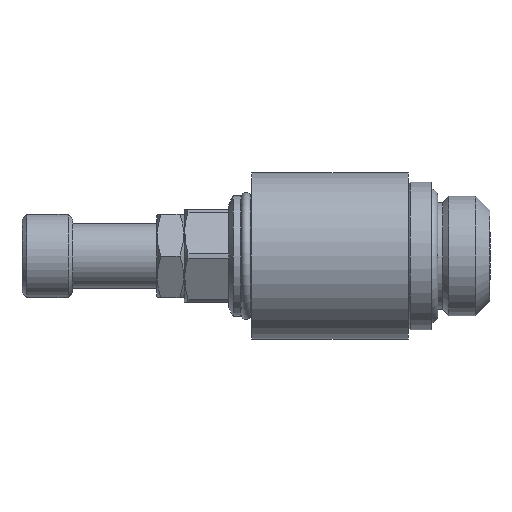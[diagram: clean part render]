
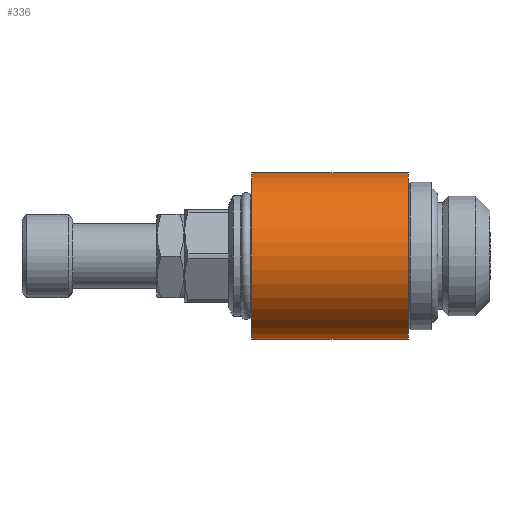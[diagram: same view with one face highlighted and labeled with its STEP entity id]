
A CAD part, left-side view. The second image highlights one B-rep face of the part: STEP entity #336.
In plain terms, the highlighted cylindrical face has radius 9 mm (diameter 18 mm), a full revolution.
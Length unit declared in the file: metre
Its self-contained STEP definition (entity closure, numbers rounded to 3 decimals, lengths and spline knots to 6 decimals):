
#336 = ADVANCED_FACE( 'NONE', ( #698, #699, #700 ), #701, .T. );
#698 = FACE_OUTER_BOUND( '', #1296, .T. );
#699 = FACE_OUTER_BOUND( '', #1297, .T. );
#700 = FACE_BOUND( '', #1298, .T. );
#701 = CYLINDRICAL_SURFACE( '', #1299, 0.009 );
#1296 = EDGE_LOOP( '', ( #1992 ) );
#1297 = EDGE_LOOP( '', ( #1993 ) );
#1298 = EDGE_LOOP( '', ( #1994, #1995 ) );
#1299 = AXIS2_PLACEMENT_3D( '', #1996, #1997, #1998 );
#1992 = ORIENTED_EDGE( '', *, *, #2282, .F. );
#1993 = ORIENTED_EDGE( '', *, *, #2140, .F. );
#1994 = ORIENTED_EDGE( '', *, *, #2191, .T. );
#1995 = ORIENTED_EDGE( '', *, *, #2086, .T. );
#1996 = CARTESIAN_POINT( '', ( 0., 0.032286, 0. ) );
#1997 = DIRECTION( '', ( 0., 1., 0. ) );
#1998 = DIRECTION( '', ( 0., 0., 1. ) );
#2086 = EDGE_CURVE( 'NONE', #2365, #2366, #2367, .T. );
#2140 = EDGE_CURVE( 'NONE', #2459, #2459, #2460, .T. );
#2191 = EDGE_CURVE( 'NONE', #2366, #2365, #2540, .T. );
#2282 = EDGE_CURVE( 'NONE', #2670, #2670, #2671, .T. );
#2365 = VERTEX_POINT( 'NONE', #2770 );
#2366 = VERTEX_POINT( 'NONE', #2771 );
#2367 = B_SPLINE_CURVE_WITH_KNOTS( '', 3, ( #2772, #2773, #2774, #2775, #2776, #2777, #2778, #2779, #2780, #2781, #2782, #2783, #2784, #2785, #2786, #2787, #2788, #2789, #2790, #2791, #2792, #2793, #2794 ), .UNSPECIFIED., .F., .F., ( 4, 1, 1, 1, 1, 1, 1, 1, 1, 1, 1, 1, 1, 1, 1, 1, 1, 1, 1, 1, 4 ), ( 0., 0.01563, 0.03126, 0.062508, 0.124939, 0.18737, 0.24989, 0.312412, 0.374933, 0.437453, 0.499974, 0.562494, 0.625015, 0.687535, 0.750056, 0.812578, 0.875028, 0.937483, 0.96874, 0.984368, 1. ), .UNSPECIFIED. );
#2459 = VERTEX_POINT( '', #2955 );
#2460 = CIRCLE( '', #2956, 0.009 );
#2540 = B_SPLINE_CURVE_WITH_KNOTS( '', 3, ( #3128, #3129, #3130, #3131, #3132, #3133, #3134, #3135, #3136, #3137, #3138, #3139, #3140, #3141, #3142, #3143, #3144, #3145, #3146, #3147, #3148, #3149, #3150 ), .UNSPECIFIED., .F., .F., ( 4, 1, 1, 1, 1, 1, 1, 1, 1, 1, 1, 1, 1, 1, 1, 1, 1, 1, 1, 1, 4 ), ( 0., 0.01563, 0.03126, 0.062508, 0.124939, 0.18737, 0.249891, 0.312412, 0.374933, 0.437454, 0.499974, 0.562495, 0.625015, 0.687535, 0.750056, 0.812577, 0.875028, 0.937483, 0.96874, 0.984368, 1. ), .UNSPECIFIED. );
#2670 = VERTEX_POINT( '', #3427 );
#2671 = CIRCLE( '', #3428, 0.009 );
#2770 = CARTESIAN_POINT( '', ( 0.007856, 0.020573, -0.004392 ) );
#2771 = CARTESIAN_POINT( '', ( 0.007853, 0.016838, 0.004396 ) );
#2772 = CARTESIAN_POINT( '', ( 0.007856, 0.020573, -0.004392 ) );
#2773 = CARTESIAN_POINT( '', ( 0.00784, 0.020498, -0.004419 ) );
#2774 = CARTESIAN_POINT( '', ( 0.007809, 0.020349, -0.004474 ) );
#2775 = CARTESIAN_POINT( '', ( 0.007755, 0.020042, -0.004567 ) );
#2776 = CARTESIAN_POINT( '', ( 0.007679, 0.019494, -0.004695 ) );
#2777 = CARTESIAN_POINT( '', ( 0.007634, 0.018681, -0.004767 ) );
#2778 = CARTESIAN_POINT( '', ( 0.007693, 0.017707, -0.004673 ) );
#2779 = CARTESIAN_POINT( '', ( 0.007852, 0.016778, -0.004405 ) );
#2780 = CARTESIAN_POINT( '', ( 0.00808, 0.015927, -0.003977 ) );
#2781 = CARTESIAN_POINT( '', ( 0.008341, 0.015178, -0.003403 ) );
#2782 = CARTESIAN_POINT( '', ( 0.008599, 0.014551, -0.002697 ) );
#2783 = CARTESIAN_POINT( '', ( 0.008819, 0.01407, -0.001871 ) );
#2784 = CARTESIAN_POINT( '', ( 0.008967, 0.013766, -0.000949 ) );
#2785 = CARTESIAN_POINT( '', ( 0.009018, 0.013664, 0.000028 ) );
#2786 = CARTESIAN_POINT( '', ( 0.008961, 0.013777, 0.001003 ) );
#2787 = CARTESIAN_POINT( '', ( 0.008808, 0.014093, 0.00192 ) );
#2788 = CARTESIAN_POINT( '', ( 0.008585, 0.014582, 0.00274 ) );
#2789 = CARTESIAN_POINT( '', ( 0.008327, 0.015216, 0.003439 ) );
#2790 = CARTESIAN_POINT( '', ( 0.00811, 0.015846, 0.003909 ) );
#2791 = CARTESIAN_POINT( '', ( 0.007973, 0.016329, 0.004176 ) );
#2792 = CARTESIAN_POINT( '', ( 0.007902, 0.016617, 0.004308 ) );
#2793 = CARTESIAN_POINT( '', ( 0.00787, 0.016765, 0.004367 ) );
#2794 = CARTESIAN_POINT( '', ( 0.007853, 0.016838, 0.004396 ) );
#2955 = CARTESIAN_POINT( '', ( 0., 0.0262, 0.009 ) );
#2956 = AXIS2_PLACEMENT_3D( '', #3719, #3720, #3721 );
#3128 = CARTESIAN_POINT( '', ( 0.007853, 0.016838, 0.004396 ) );
#3129 = CARTESIAN_POINT( '', ( 0.007838, 0.016913, 0.004424 ) );
#3130 = CARTESIAN_POINT( '', ( 0.007807, 0.017063, 0.004478 ) );
#3131 = CARTESIAN_POINT( '', ( 0.007754, 0.017369, 0.00457 ) );
#3132 = CARTESIAN_POINT( '', ( 0.007678, 0.017917, 0.004696 ) );
#3133 = CARTESIAN_POINT( '', ( 0.007634, 0.018728, 0.004767 ) );
#3134 = CARTESIAN_POINT( '', ( 0.007694, 0.019701, 0.004671 ) );
#3135 = CARTESIAN_POINT( '', ( 0.007853, 0.020627, 0.004402 ) );
#3136 = CARTESIAN_POINT( '', ( 0.008081, 0.021476, 0.003974 ) );
#3137 = CARTESIAN_POINT( '', ( 0.008342, 0.022224, 0.003401 ) );
#3138 = CARTESIAN_POINT( '', ( 0.008599, 0.02285, 0.002696 ) );
#3139 = CARTESIAN_POINT( '', ( 0.008819, 0.02333, 0.001871 ) );
#3140 = CARTESIAN_POINT( '', ( 0.008967, 0.023634, 0.00095 ) );
#3141 = CARTESIAN_POINT( '', ( 0.009018, 0.023736, -0.000025 ) );
#3142 = CARTESIAN_POINT( '', ( 0.008962, 0.023623, -0.000998 ) );
#3143 = CARTESIAN_POINT( '', ( 0.008809, 0.02331, -0.001915 ) );
#3144 = CARTESIAN_POINT( '', ( 0.008587, 0.022822, -0.002733 ) );
#3145 = CARTESIAN_POINT( '', ( 0.008329, 0.02219, -0.003432 ) );
#3146 = CARTESIAN_POINT( '', ( 0.008113, 0.021563, -0.003904 ) );
#3147 = CARTESIAN_POINT( '', ( 0.007976, 0.021081, -0.004171 ) );
#3148 = CARTESIAN_POINT( '', ( 0.007905, 0.020794, -0.004303 ) );
#3149 = CARTESIAN_POINT( '', ( 0.007872, 0.020647, -0.004362 ) );
#3150 = CARTESIAN_POINT( '', ( 0.007856, 0.020573, -0.004392 ) );
#3427 = CARTESIAN_POINT( '', ( 0., 0.0092, -0.009 ) );
#3428 = AXIS2_PLACEMENT_3D( '', #3872, #3873, #3874 );
#3719 = CARTESIAN_POINT( '', ( 0., 0.0262, 0. ) );
#3720 = DIRECTION( '', ( 0., 1., 0. ) );
#3721 = DIRECTION( '', ( 0., 0., 1. ) );
#3872 = CARTESIAN_POINT( '', ( 0., 0.0092, 0. ) );
#3873 = DIRECTION( '', ( 0., -1., 0. ) );
#3874 = DIRECTION( '', ( 0., 0., -1. ) );
